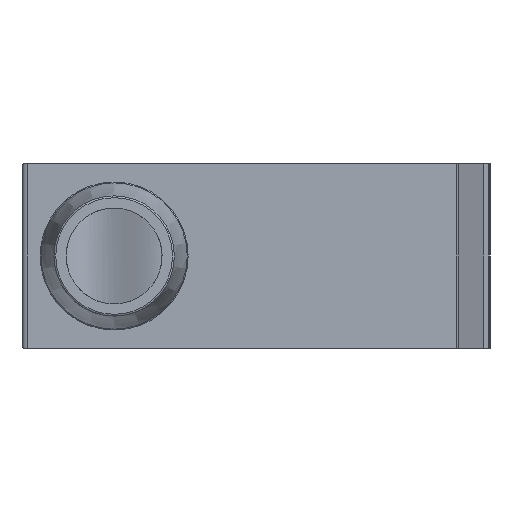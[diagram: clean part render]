
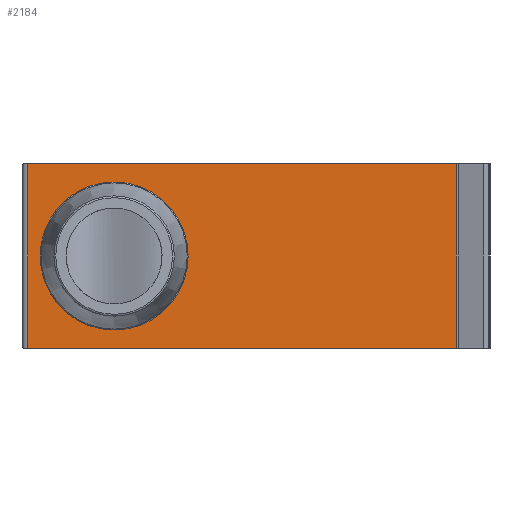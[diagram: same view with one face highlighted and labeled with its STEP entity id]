
A CAD part, left-side view. The second image highlights one B-rep face of the part: STEP entity #2184.
In plain terms, the highlighted planar face has unit normal (-1, 0, 0).
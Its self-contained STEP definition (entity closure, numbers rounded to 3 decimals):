
#56=FACE_BOUND('',#927,.T.);
#77=CIRCLE('',#2305,4.016);
#142=LINE('',#3144,#375);
#143=LINE('',#3146,#376);
#144=LINE('',#3148,#377);
#145=LINE('',#3149,#378);
#375=VECTOR('',#2492,10.);
#376=VECTOR('',#2493,23.274);
#377=VECTOR('',#2494,10.);
#378=VECTOR('',#2495,23.274);
#608=PLANE('',#2304);
#808=FACE_OUTER_BOUND('',#926,.T.);
#926=EDGE_LOOP('',(#1577,#1578,#1579,#1580));
#927=EDGE_LOOP('',(#1581));
#1070=VERTEX_POINT('',#3142);
#1071=VERTEX_POINT('',#3143);
#1072=VERTEX_POINT('',#3145);
#1073=VERTEX_POINT('',#3147);
#1074=VERTEX_POINT('',#3150);
#1274=EDGE_CURVE('',#1070,#1071,#142,.T.);
#1275=EDGE_CURVE('',#1072,#1070,#143,.T.);
#1276=EDGE_CURVE('',#1072,#1073,#144,.T.);
#1277=EDGE_CURVE('',#1073,#1071,#145,.T.);
#1278=EDGE_CURVE('',#1074,#1074,#77,.T.);
#1577=ORIENTED_EDGE('',*,*,#1274,.F.);
#1578=ORIENTED_EDGE('',*,*,#1275,.F.);
#1579=ORIENTED_EDGE('',*,*,#1276,.T.);
#1580=ORIENTED_EDGE('',*,*,#1277,.T.);
#1581=ORIENTED_EDGE('',*,*,#1278,.F.);
#2184=ADVANCED_FACE('',(#808,#56),#608,.F.);
#2304=AXIS2_PLACEMENT_3D('',#3141,#2490,#2491);
#2305=AXIS2_PLACEMENT_3D('',#3151,#2496,#2497);
#2490=DIRECTION('center_axis',(1.,0.,0.));
#2491=DIRECTION('ref_axis',(0.,0.,-1.));
#2492=DIRECTION('',(0.,0.,-1.));
#2493=DIRECTION('',(0.,-1.,0.));
#2494=DIRECTION('',(0.,0.,-1.));
#2495=DIRECTION('',(0.,-1.,0.));
#2496=DIRECTION('center_axis',(-1.,0.,0.));
#2497=DIRECTION('ref_axis',(0.,0.,1.));
#3141=CARTESIAN_POINT('Origin',(-17.6,25.1,5.));
#3142=CARTESIAN_POINT('',(-17.6,1.826,5.));
#3143=CARTESIAN_POINT('',(-17.6,1.826,-5.));
#3144=CARTESIAN_POINT('',(-17.6,1.826,5.));
#3145=CARTESIAN_POINT('',(-17.6,25.1,5.));
#3146=CARTESIAN_POINT('',(-17.6,25.1,5.));
#3147=CARTESIAN_POINT('',(-17.6,25.1,-5.));
#3148=CARTESIAN_POINT('',(-17.6,25.1,5.));
#3149=CARTESIAN_POINT('',(-17.6,25.1,-5.));
#3150=CARTESIAN_POINT('',(-17.6,20.4,4.016));
#3151=CARTESIAN_POINT('Origin',(-17.6,20.4,0.));
